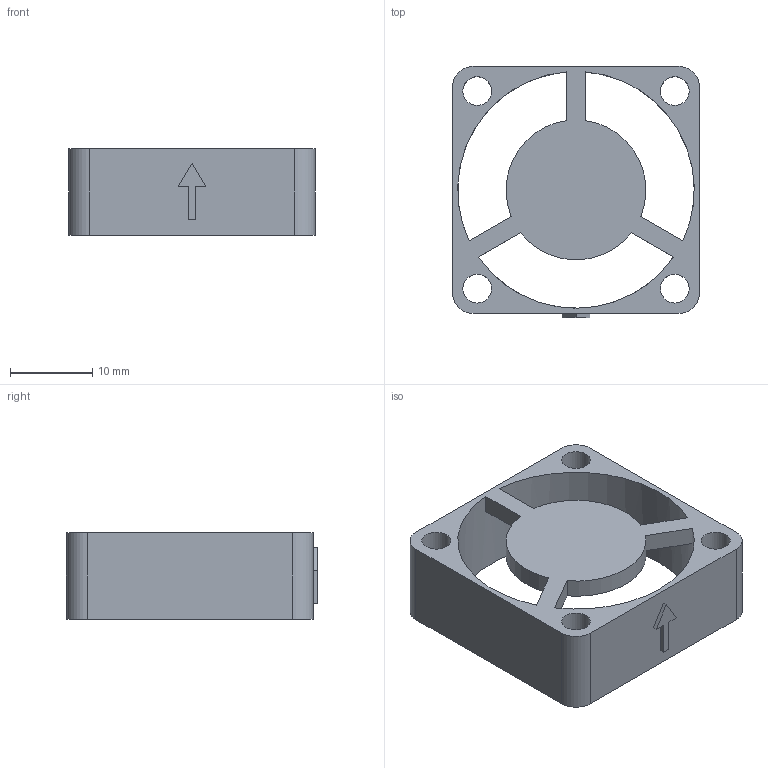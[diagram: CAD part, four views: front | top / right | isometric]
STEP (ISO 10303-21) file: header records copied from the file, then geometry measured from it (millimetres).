
FILE_DESCRIPTION(('FreeCAD Model'),'2;1');
FILE_NAME('FanBody.step', '2016-12-19T15:49:42',('Author'),(''), 'Open CASCADE STEP processor 6.9','FreeCAD','Unknown');
FILE_SCHEMA(('AUTOMOTIVE_DESIGN_CC2 { 1 2 10303 214 -1 1 5 4 }'));
Length unit declared in the file: millimetre
Products named in the file (2): ASSEMBLY; Part_1
Assembly tree (1 placements, depth 2):
  ASSEMBLY
    Part_1
Bounding box: 30 x 30.5 x 10.5 mm (x, y, z)
Volume: 2779.6 mm3; surface area: 3752 mm2
Topology: 1 solids, 1 shells, 33 faces, 96 edges, 64 vertices
Faces by surface type: plane 21, cylinder 12
Full cylindrical faces by diameter (mm): 3.5 x4, 28.75 x1
Entity records: 2696 total; most frequent: CARTESIAN_POINT 704, DIRECTION 370, LINE 210, VECTOR 210, ORIENTED_EDGE 192, PCURVE 192, DEFINITIONAL_REPRESENTATION 192, EDGE_CURVE 96
